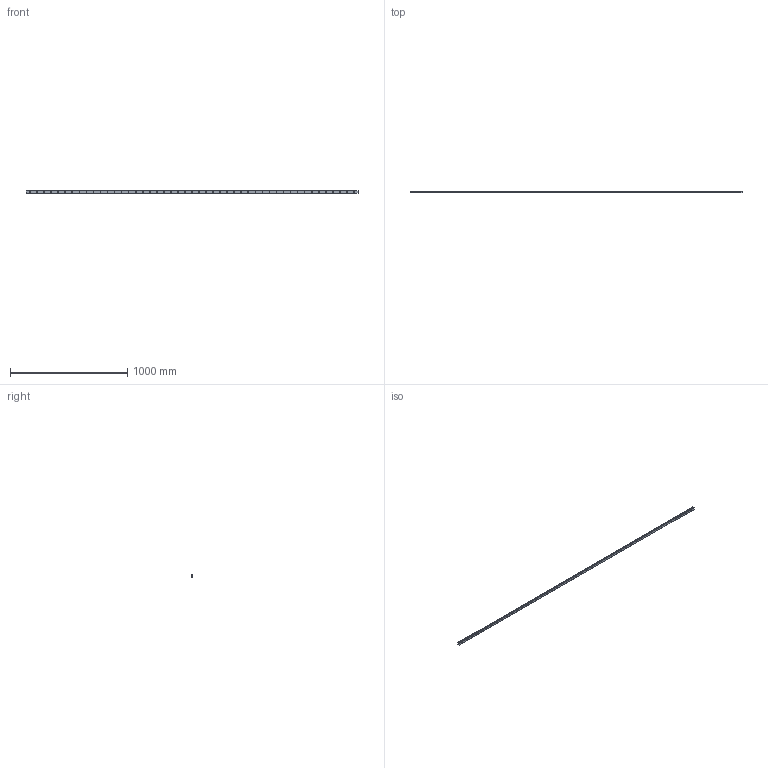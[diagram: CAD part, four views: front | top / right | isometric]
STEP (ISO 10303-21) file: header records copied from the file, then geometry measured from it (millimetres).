
FILE_DESCRIPTION (( 'STEP AP214' ), '1' );
FILE_NAME ('SHS20C1SS-2830L_G35_0_B-M6F_1375-5_0_0_0_1.STEP', '2021-06-17T10:16:55', ( '' ), ( '' ), 'SwSTEP 2.0', 'SolidWorks 2021', '' );
FILE_SCHEMA (( 'AUTOMOTIVE_DESIGN' ));
Length unit declared in the file: millimetre
Products named in the file (2): _SHS20C283035 Track; SHS20C1SS-2830L_G35_0_B-M6F_1375-5_0_0_0_1
Assembly tree (1 placements, depth 2):
  SHS20C1SS-2830L_G35_0_B-M6F_1375-5_0_0_0_1
    _SHS20C283035 Track
Bounding box: 2830 x 16.5 x 20 mm (x, y, z)
Volume: 798465.1 mm3; surface area: 224994.7 mm2
Topology: 1 solids, 1 shells, 271 faces, 666 edges, 444 vertices
Faces by surface type: cylinder 208, plane 63
Entity records: 8490 total; most frequent: DIRECTION 1632, CARTESIAN_POINT 1385, ORIENTED_EDGE 1332, AXIS2_PLACEMENT_3D 691, EDGE_CURVE 666, VERTEX_POINT 444, CIRCLE 416, EDGE_LOOP 412
